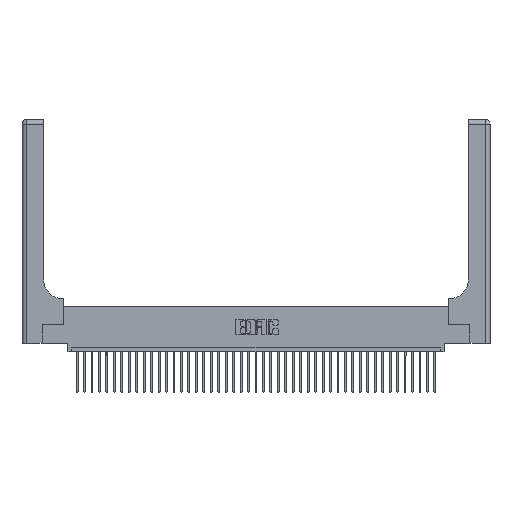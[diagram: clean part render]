
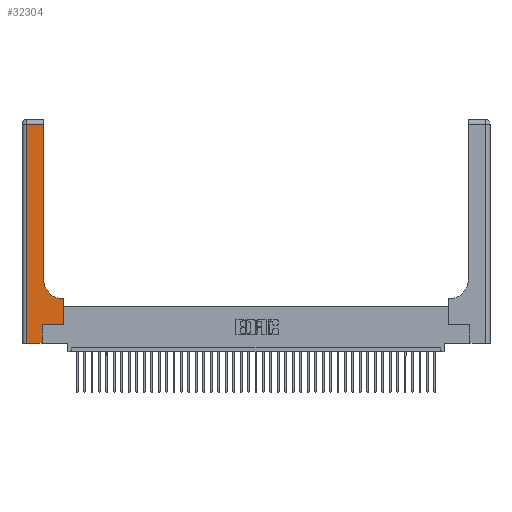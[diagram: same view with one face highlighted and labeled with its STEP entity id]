
A CAD part, top view. The second image highlights one B-rep face of the part: STEP entity #32304.
In plain terms, the highlighted planar face has unit normal (0, 0, 1).
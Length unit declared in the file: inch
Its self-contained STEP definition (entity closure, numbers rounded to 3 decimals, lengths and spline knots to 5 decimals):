
#167 = EDGE_CURVE ( 'NONE', #18096, #39851, #13088, .T. ) ;
#415 = EDGE_CURVE ( 'NONE', #1375, #27930, #31950, .T. ) ;
#720 = CARTESIAN_POINT ( 'NONE',  ( 0.06, 0., 0.37 ) ) ;
#753 = EDGE_CURVE ( 'NONE', #5236, #4070, #19571, .T. ) ;
#1310 = PLANE ( 'NONE',  #34967 ) ;
#1375 = VERTEX_POINT ( 'NONE', #26366 ) ;
#1606 = CARTESIAN_POINT ( 'NONE',  ( 0., 3., 0.37 ) ) ;
#2475 = LINE ( 'NONE', #40428, #6485 ) ;
#2872 = VECTOR ( 'NONE', #20424, 39.37008 ) ;
#3095 = AXIS2_PLACEMENT_3D ( 'NONE', #14551, #8044, #20265 ) ;
#4070 = VERTEX_POINT ( 'NONE', #26874 ) ;
#4137 = VECTOR ( 'NONE', #8080, 39.37008 ) ;
#4539 = CARTESIAN_POINT ( 'NONE',  ( 0.2915, 3., 0.37 ) ) ;
#5161 = VECTOR ( 'NONE', #33519, 39.37008 ) ;
#5236 = VERTEX_POINT ( 'NONE', #720 ) ;
#5655 = DIRECTION ( 'NONE',  ( 0., 1., 0. ) ) ;
#6485 = VECTOR ( 'NONE', #5655, 39.37008 ) ;
#6932 = DIRECTION ( 'NONE',  ( 0., 1., 0. ) ) ;
#7006 = CARTESIAN_POINT ( 'NONE',  ( 0.5585, 0.25, 0.37 ) ) ;
#7118 = EDGE_CURVE ( 'NONE', #18305, #29278, #35174, .T. ) ;
#7191 = DIRECTION ( 'NONE',  ( 1., 0., 0. ) ) ;
#7700 = VECTOR ( 'NONE', #7191, 39.37008 ) ;
#7951 = ORIENTED_EDGE ( 'NONE', *, *, #10018, .T. ) ;
#8044 = DIRECTION ( 'NONE',  ( 0., 0., -1. ) ) ;
#8080 = DIRECTION ( 'NONE',  ( 0., -1., 0. ) ) ;
#10018 = EDGE_CURVE ( 'NONE', #27930, #5236, #34957, .T. ) ;
#10495 = VECTOR ( 'NONE', #17387, 39.37008 ) ;
#10824 = DIRECTION ( 'NONE',  ( 0., 0., -1. ) ) ;
#11138 = VECTOR ( 'NONE', #31596, 39.37008 ) ;
#11323 = EDGE_CURVE ( 'NONE', #29278, #14945, #28292, .T. ) ;
#11953 = CARTESIAN_POINT ( 'NONE',  ( 0.2915, 0.85, 0.37 ) ) ;
#13088 = LINE ( 'NONE', #37397, #7700 ) ;
#14068 = CARTESIAN_POINT ( 'NONE',  ( 0.5585, 0.6, 0.37 ) ) ;
#14551 = CARTESIAN_POINT ( 'NONE',  ( 0.5415, 0.85, 0.37 ) ) ;
#14713 = VECTOR ( 'NONE', #6932, 39.37008 ) ;
#14791 = CARTESIAN_POINT ( 'NONE',  ( 0.5415, 0.6, 0.37 ) ) ;
#14945 = VERTEX_POINT ( 'NONE', #11953 ) ;
#16404 = EDGE_CURVE ( 'NONE', #39851, #18305, #23206, .T. ) ;
#17387 = DIRECTION ( 'NONE',  ( 0., 1., 0. ) ) ;
#18096 = VERTEX_POINT ( 'NONE', #40004 ) ;
#18305 = VERTEX_POINT ( 'NONE', #14068 ) ;
#18466 = LINE ( 'NONE', #4539, #10495 ) ;
#19571 = LINE ( 'NONE', #31341, #11138 ) ;
#20265 = DIRECTION ( 'NONE',  ( 1., 0., 0. ) ) ;
#20424 = DIRECTION ( 'NONE',  ( -1., 0., 0. ) ) ;
#21776 = EDGE_LOOP ( 'NONE', ( #33968, #29136, #7951, #25268, #22538, #33988, #21883, #39370, #31199 ) ) ;
#21883 = ORIENTED_EDGE ( 'NONE', *, *, #16404, .T. ) ;
#22538 = ORIENTED_EDGE ( 'NONE', *, *, #36298, .T. ) ;
#23206 = LINE ( 'NONE', #41025, #14713 ) ;
#23250 = CARTESIAN_POINT ( 'NONE',  ( 0.06, 3., 0.37 ) ) ;
#25268 = ORIENTED_EDGE ( 'NONE', *, *, #753, .T. ) ;
#26366 = CARTESIAN_POINT ( 'NONE',  ( 0.2915, 2.94, 0.37 ) ) ;
#26874 = CARTESIAN_POINT ( 'NONE',  ( 0.269, 0., 0.37 ) ) ;
#27930 = VERTEX_POINT ( 'NONE', #33492 ) ;
#28292 = CIRCLE ( 'NONE', #3095, 0.25 ) ;
#28721 = EDGE_CURVE ( 'NONE', #14945, #1375, #18466, .T. ) ;
#29136 = ORIENTED_EDGE ( 'NONE', *, *, #415, .T. ) ;
#29278 = VERTEX_POINT ( 'NONE', #14791 ) ;
#30173 = CARTESIAN_POINT ( 'NONE',  ( 0., 2.94, 0.37 ) ) ;
#31199 = ORIENTED_EDGE ( 'NONE', *, *, #11323, .T. ) ;
#31341 = CARTESIAN_POINT ( 'NONE',  ( 0., 0., 0.37 ) ) ;
#31594 = FACE_OUTER_BOUND ( 'NONE', #21776, .T. ) ;
#31596 = DIRECTION ( 'NONE',  ( 1., 0., 0. ) ) ;
#31950 = LINE ( 'NONE', #30173, #5161 ) ;
#32304 = ADVANCED_FACE ( 'NONE', ( #31594 ), #1310, .F. ) ;
#33492 = CARTESIAN_POINT ( 'NONE',  ( 0.06, 2.94, 0.37 ) ) ;
#33519 = DIRECTION ( 'NONE',  ( -1., 0., 0. ) ) ;
#33968 = ORIENTED_EDGE ( 'NONE', *, *, #28721, .T. ) ;
#33988 = ORIENTED_EDGE ( 'NONE', *, *, #167, .T. ) ;
#34957 = LINE ( 'NONE', #23250, #4137 ) ;
#34967 = AXIS2_PLACEMENT_3D ( 'NONE', #1606, #10824, #39461 ) ;
#35174 = LINE ( 'NONE', #36221, #2872 ) ;
#36221 = CARTESIAN_POINT ( 'NONE',  ( 0.2915, 0.6, 0.37 ) ) ;
#36298 = EDGE_CURVE ( 'NONE', #4070, #18096, #2475, .T. ) ;
#37397 = CARTESIAN_POINT ( 'NONE',  ( 0.269, 0.25, 0.37 ) ) ;
#39370 = ORIENTED_EDGE ( 'NONE', *, *, #7118, .T. ) ;
#39461 = DIRECTION ( 'NONE',  ( -1., 0., 0. ) ) ;
#39851 = VERTEX_POINT ( 'NONE', #7006 ) ;
#40004 = CARTESIAN_POINT ( 'NONE',  ( 0.269, 0.25, 0.37 ) ) ;
#40428 = CARTESIAN_POINT ( 'NONE',  ( 0.269, 0., 0.37 ) ) ;
#41025 = CARTESIAN_POINT ( 'NONE',  ( 0.5585, 0.25, 0.37 ) ) ;
